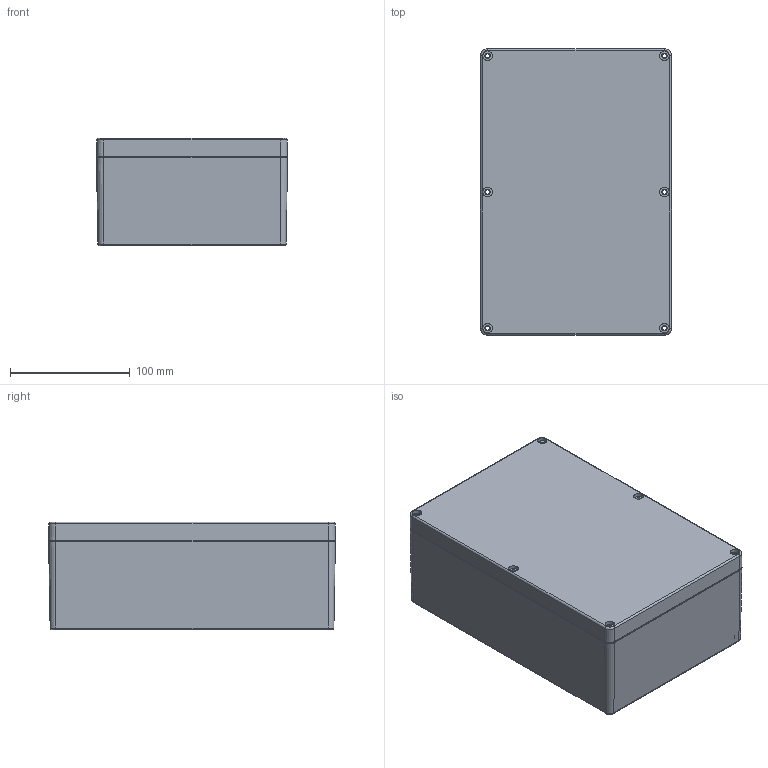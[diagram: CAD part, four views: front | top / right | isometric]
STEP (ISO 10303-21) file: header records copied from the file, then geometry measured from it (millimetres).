
FILE_DESCRIPTION (( 'STEP AP214' ), '1' );
FILE_NAME ('G2018.STEP', '2009-09-09T02:18:18', ( 'NEF User' ), ( 'NEF User' ), 'SwSTEP 2.0', 'SolidWorks 2009', '' );
FILE_SCHEMA (( 'AUTOMOTIVE_DESIGN' ));
Length unit declared in the file: millimetre
Products named in the file (1): G2018
Bounding box: 160 x 240 x 90 mm (x, y, z)
Volume: 473874.6 mm3; surface area: 320968.4 mm2
Topology: 2 solids, 2 shells, 693 faces, 1715 edges, 1108 vertices
Faces by surface type: plane 244, cone 223, cylinder 218, torus 8
Entity records: 21063 total; most frequent: CARTESIAN_POINT 3934, DIRECTION 3832, ORIENTED_EDGE 3410, EDGE_CURVE 1705, AXIS2_PLACEMENT_3D 1534, VERTEX_POINT 1108, CIRCLE 840, EDGE_LOOP 817
